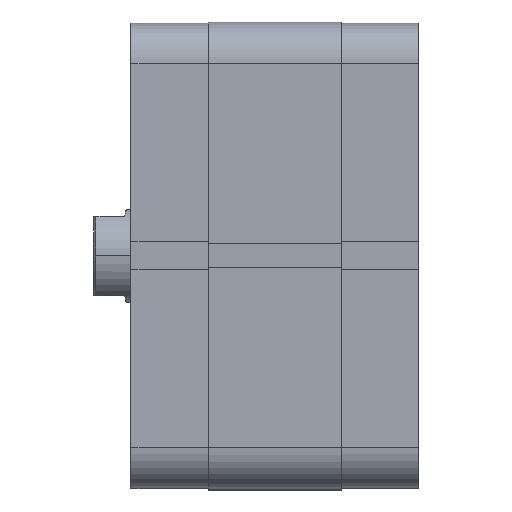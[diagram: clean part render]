
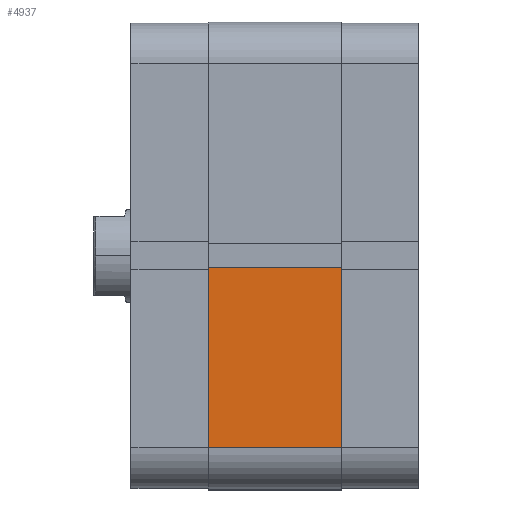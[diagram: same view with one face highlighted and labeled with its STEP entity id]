
A CAD part, top view. The second image highlights one B-rep face of the part: STEP entity #4937.
In plain terms, the highlighted face is planar.
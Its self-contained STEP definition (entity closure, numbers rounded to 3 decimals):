
#229 = EDGE_CURVE ( 'NONE', #6464, #6380, #2355, .T. ) ;
#256 = EDGE_CURVE ( 'NONE', #6446, #6461, #2431, .T. ) ;
#306 = EDGE_CURVE ( 'NONE', #6464, #6446, #2529, .T. ) ;
#307 = EDGE_CURVE ( 'NONE', #6380, #6461, #2531, .T. ) ;
#1012 = EDGE_LOOP ( 'NONE', ( #4096, #3986, #4101, #4083 ) ) ;
#1992 = CARTESIAN_POINT ( 'NONE',  ( 2.6, 50., 28.5 ) ) ;
#1993 = DIRECTION ( 'NONE',  ( -1., 0., 0. ) ) ;
#2355 = LINE ( 'NONE', #1992, #2372 ) ;
#2372 = VECTOR ( 'NONE', #1993, 1000. ) ;
#2431 = LINE ( 'NONE', #5122, #2435 ) ;
#2435 = VECTOR ( 'NONE', #5125, 1000. ) ;
#2529 = LINE ( 'NONE', #5231, #2530 ) ;
#2530 = VECTOR ( 'NONE', #5232, 1000. ) ;
#2531 = LINE ( 'NONE', #5233, #2532 ) ;
#2532 = VECTOR ( 'NONE', #5234, 1000. ) ;
#3023 = CARTESIAN_POINT ( 'NONE',  ( 2.6, 50., 28.5 ) ) ;
#3089 = CARTESIAN_POINT ( 'NONE',  ( 41., 50., 0. ) ) ;
#3104 = CARTESIAN_POINT ( 'NONE',  ( 2.6, 50., 0. ) ) ;
#3107 = CARTESIAN_POINT ( 'NONE',  ( 41., 50., 28.5 ) ) ;
#3494 = AXIS2_PLACEMENT_3D ( 'NONE', #5945, #5948, #5949 ) ;
#3986 = ORIENTED_EDGE ( 'NONE', *, *, #307, .F. ) ;
#4083 = ORIENTED_EDGE ( 'NONE', *, *, #306, .T. ) ;
#4096 = ORIENTED_EDGE ( 'NONE', *, *, #256, .T. ) ;
#4101 = ORIENTED_EDGE ( 'NONE', *, *, #229, .F. ) ;
#4429 = FACE_OUTER_BOUND ( 'NONE', #1012, .T. ) ;
#4937 = ADVANCED_FACE ( 'NONE', ( #4429 ), #5946, .F. ) ;
#5122 = CARTESIAN_POINT ( 'NONE',  ( 2.6, 50., 0. ) ) ;
#5125 = DIRECTION ( 'NONE',  ( -1., 0., 0. ) ) ;
#5231 = CARTESIAN_POINT ( 'NONE',  ( 41., 50., 28.5 ) ) ;
#5232 = DIRECTION ( 'NONE',  ( 0., 0., -1. ) ) ;
#5233 = CARTESIAN_POINT ( 'NONE',  ( 2.6, 50., 28.5 ) ) ;
#5234 = DIRECTION ( 'NONE',  ( 0., 0., -1. ) ) ;
#5945 = CARTESIAN_POINT ( 'NONE',  ( 2.6, 50., 28.5 ) ) ;
#5946 = PLANE ( 'NONE',  #3494 ) ;
#5948 = DIRECTION ( 'NONE',  ( 0., -1., 0. ) ) ;
#5949 = DIRECTION ( 'NONE',  ( 1., 0., 0. ) ) ;
#6380 = VERTEX_POINT ( 'NONE', #3023 ) ;
#6446 = VERTEX_POINT ( 'NONE', #3089 ) ;
#6461 = VERTEX_POINT ( 'NONE', #3104 ) ;
#6464 = VERTEX_POINT ( 'NONE', #3107 ) ;
